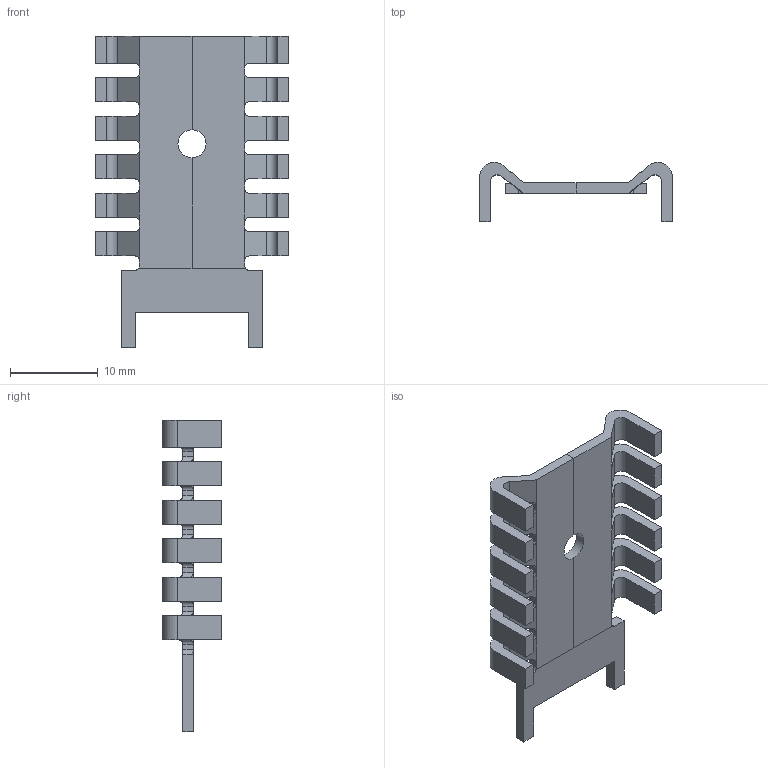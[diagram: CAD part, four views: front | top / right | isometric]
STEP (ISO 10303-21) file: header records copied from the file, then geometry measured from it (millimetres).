
FILE_DESCRIPTION(('FreeCAD Model'),'2;1');
FILE_NAME('FK218.stp', '2014-10-20T23:02:35',('FreeCAD'),('FreeCAD'), 'Open CASCADE STEP processor 6.6','FreeCAD','Unknown');
FILE_SCHEMA(('AUTOMOTIVE_DESIGN_CC2 { 1 2 10303 214 -1 1 5 4 }'));
Length unit declared in the file: millimetre
Products named in the file (1): Cut
Bounding box: 22 x 6.71 x 35.6 mm (x, y, z)
Volume: 911.6 mm3; surface area: 1970.6 mm2
Topology: 1 solids, 1 shells, 168 faces, 450 edges, 282 vertices
Faces by surface type: plane 119, cylinder 49
Full cylindrical faces by diameter (mm): 3.2 x1
Entity records: 11190 total; most frequent: CARTESIAN_POINT 2623, DIRECTION 1473, ORIENTED_EDGE 900, PCURVE 900, DEFINITIONAL_REPRESENTATION 900, LINE 850, VECTOR 850, EDGE_CURVE 450
